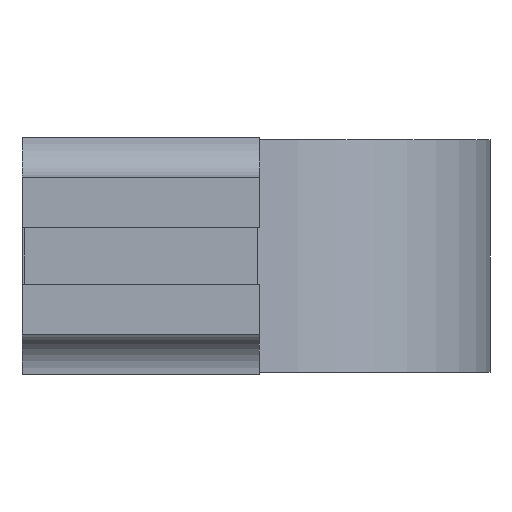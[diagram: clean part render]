
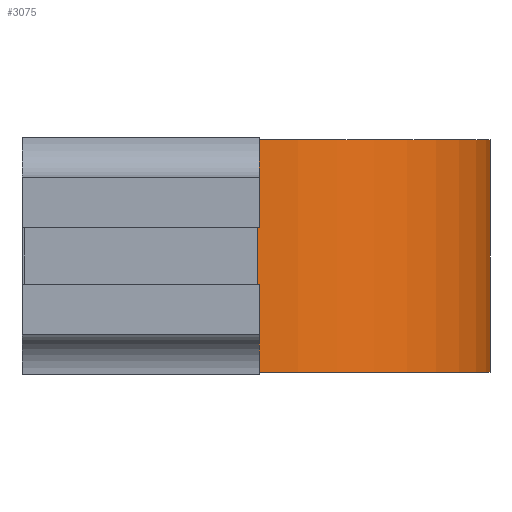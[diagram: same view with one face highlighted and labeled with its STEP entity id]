
A CAD part, left-side view. The second image highlights one B-rep face of the part: STEP entity #3075.
In plain terms, the highlighted cylindrical face has radius 1 mm (diameter 2 mm), a partial arc.
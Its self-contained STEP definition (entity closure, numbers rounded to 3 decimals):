
#2975 = VERTEX_POINT('',#2976);
#2976 = CARTESIAN_POINT('',(0.,-1.786,
    0.01));
#2983 = EDGE_CURVE('',#2975,#2984,#2986,.T.);
#2984 = VERTEX_POINT('',#2985);
#2985 = CARTESIAN_POINT('',(-1.,-0.786,
    0.01));
#2986 = CIRCLE('',#2987,1.);
#2987 = AXIS2_PLACEMENT_3D('',#2988,#2989,#2990);
#2988 = CARTESIAN_POINT('',(0.,-0.786,
    0.01));
#2989 = DIRECTION('',(0.,0.,-1.));
#2990 = DIRECTION('',(0.,1.,0.));
#3009 = VERTEX_POINT('',#3010);
#3010 = CARTESIAN_POINT('',(-1.,-0.786,
    1.01));
#3016 = EDGE_CURVE('',#3009,#3017,#3019,.T.);
#3017 = VERTEX_POINT('',#3018);
#3018 = CARTESIAN_POINT('',(0.,-1.786,
    1.01));
#3019 = CIRCLE('',#3020,1.);
#3020 = AXIS2_PLACEMENT_3D('',#3021,#3022,#3023);
#3021 = CARTESIAN_POINT('',(0.,-0.786,
    1.01));
#3022 = DIRECTION('',(0.,0.,1.));
#3023 = DIRECTION('',(0.,-1.,0.));
#3040 = EDGE_CURVE('',#3009,#2984,#3041,.T.);
#3041 = LINE('',#3042,#3043);
#3042 = CARTESIAN_POINT('',(-1.,-0.786,
    1.01));
#3043 = VECTOR('',#3044,1.);
#3044 = DIRECTION('',(-0.,0.,-1.));
#3064 = EDGE_CURVE('',#2975,#3017,#3065,.T.);
#3065 = LINE('',#3066,#3067);
#3066 = CARTESIAN_POINT('',(0.,-1.786,
    0.51));
#3067 = VECTOR('',#3068,1.);
#3068 = DIRECTION('',(0.,0.,1.));
#3075 = ADVANCED_FACE('',(#3076),#3082,.T.);
#3076 = FACE_BOUND('',#3077,.T.);
#3077 = EDGE_LOOP('',(#3078,#3079,#3080,#3081));
#3078 = ORIENTED_EDGE('',*,*,#3016,.F.);
#3079 = ORIENTED_EDGE('',*,*,#3040,.T.);
#3080 = ORIENTED_EDGE('',*,*,#2983,.F.);
#3081 = ORIENTED_EDGE('',*,*,#3064,.T.);
#3082 = CYLINDRICAL_SURFACE('',#3083,1.);
#3083 = AXIS2_PLACEMENT_3D('',#3084,#3085,#3086);
#3084 = CARTESIAN_POINT('',(0.,-0.786,
    0.51));
#3085 = DIRECTION('',(-0.,0.,-1.));
#3086 = DIRECTION('',(1.,0.,-0.));
